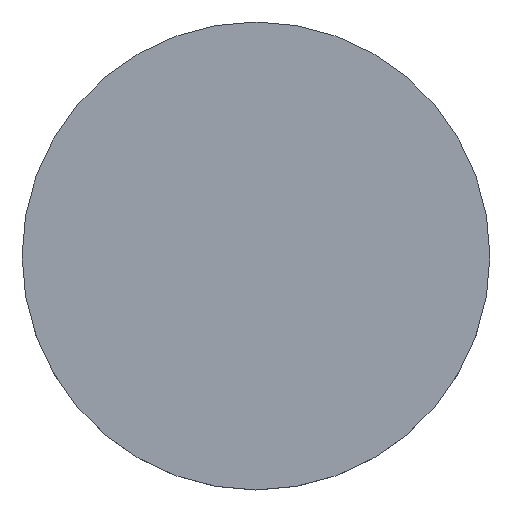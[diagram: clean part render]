
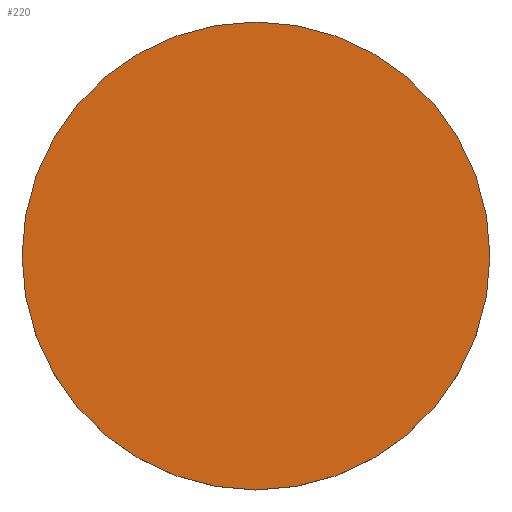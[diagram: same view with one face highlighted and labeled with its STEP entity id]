
A CAD part, top view. The second image highlights one B-rep face of the part: STEP entity #220.
In plain terms, the highlighted planar face has unit normal (0, 0, 1).
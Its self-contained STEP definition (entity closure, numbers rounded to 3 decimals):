
#20 = DIRECTION ( 'NONE',  ( 1., 0., 0. ) ) ;
#21 = EDGE_CURVE ( 'NONE', #185, #165, #228, .T. ) ;
#28 = ORIENTED_EDGE ( 'NONE', *, *, #117, .F. ) ;
#50 = EDGE_LOOP ( 'NONE', ( #28, #197 ) ) ;
#51 = DIRECTION ( 'NONE',  ( 0., 0., 1. ) ) ;
#65 = CARTESIAN_POINT ( 'NONE',  ( -12.7, 0., 3.2 ) ) ;
#73 = CARTESIAN_POINT ( 'NONE',  ( 0., 0., 3.2 ) ) ;
#88 = CARTESIAN_POINT ( 'NONE',  ( 0., 0., 3.2 ) ) ;
#98 = CIRCLE ( 'NONE', #159, 12.7 ) ;
#99 = CARTESIAN_POINT ( 'NONE',  ( 12.7, 0., 3.2 ) ) ;
#108 = DIRECTION ( 'NONE',  ( 1., 0., 0. ) ) ;
#114 = CARTESIAN_POINT ( 'NONE',  ( 0., 26.112, 3.2 ) ) ;
#117 = EDGE_CURVE ( 'NONE', #165, #185, #98, .T. ) ;
#123 = DIRECTION ( 'NONE',  ( 1., 0., 0. ) ) ;
#134 = AXIS2_PLACEMENT_3D ( 'NONE', #114, #51, #20 ) ;
#135 = FACE_OUTER_BOUND ( 'NONE', #50, .T. ) ;
#151 = DIRECTION ( 'NONE',  ( 0., 0., -1. ) ) ;
#159 = AXIS2_PLACEMENT_3D ( 'NONE', #73, #151, #108 ) ;
#165 = VERTEX_POINT ( 'NONE', #99 ) ;
#175 = PLANE ( 'NONE',  #134 ) ;
#185 = VERTEX_POINT ( 'NONE', #65 ) ;
#197 = ORIENTED_EDGE ( 'NONE', *, *, #21, .F. ) ;
#210 = AXIS2_PLACEMENT_3D ( 'NONE', #88, #223, #123 ) ;
#220 = ADVANCED_FACE ( 'NONE', ( #135 ), #175, .T. ) ;
#223 = DIRECTION ( 'NONE',  ( 0., 0., -1. ) ) ;
#228 = CIRCLE ( 'NONE', #210, 12.7 ) ;
